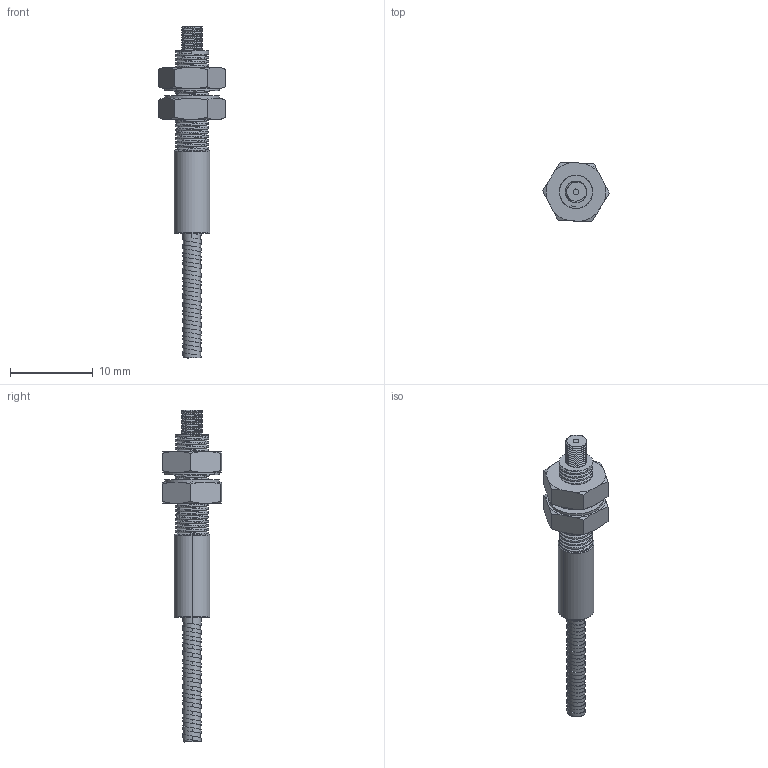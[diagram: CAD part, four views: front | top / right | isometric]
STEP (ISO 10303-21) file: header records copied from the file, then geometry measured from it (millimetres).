
FILE_DESCRIPTION (( 'STEP AP203' ), '1' );
FILE_NAME ('PT-H410S.PT-H420S.STEP', '2015-12-21T05:29:58', ( '' ), ( '' ), 'SwSTEP 2.0', 'SolidWorks 2013', '' );
FILE_SCHEMA (( 'CONFIG_CONTROL_DESIGN' ));
Length unit declared in the file: millimetre
Products named in the file (1): PT-H410S.PT-H420S
Bounding box: 8.08 x 7.15 x 40 mm (x, y, z)
Volume: 538.3 mm3; surface area: 976.4 mm2
Topology: 3 solids, 3 shells, 280 faces, 771 edges, 505 vertices
Faces by surface type: cylinder 131, plane 109, cone 28, bspline 8, torus 4
Entity records: 18215 total; most frequent: CARTESIAN_POINT 11721, ORIENTED_EDGE 1542, DIRECTION 1126, EDGE_CURVE 771, VERTEX_POINT 505, AXIS2_PLACEMENT_3D 378, VECTOR 370, LINE 370
